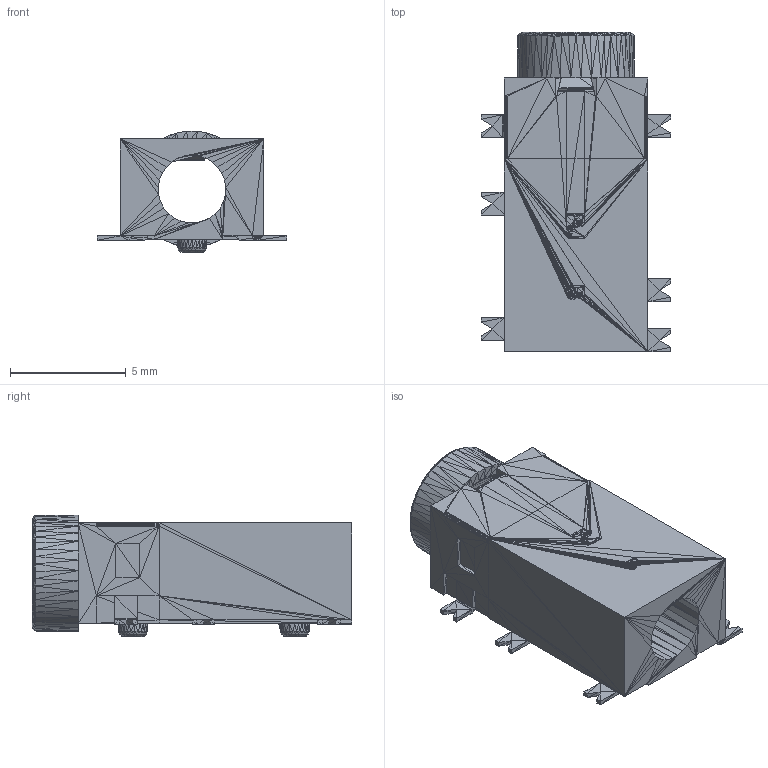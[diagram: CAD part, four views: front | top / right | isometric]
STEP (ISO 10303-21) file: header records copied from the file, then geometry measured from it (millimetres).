
FILE_DESCRIPTION(('FreeCAD Model'),'2;1');
FILE_NAME('Open CASCADE Shape Model','2021-05-21T22:09:26',( 'kicad StepUp'),('ksu MCAD'),'Open CASCADE STEP processor 7.5', 'FreeCAD','Unknown');
FILE_SCHEMA(('AUTOMOTIVE_DESIGN { 1 0 10303 214 1 1 1 1 }'));
Length unit declared in the file: millimetre
Products named in the file (1): BaseFeature003
Bounding box: 8.17 x 13.79 x 5.26 mm (x, y, z)
Surface area: 563.1 mm2 (no closed solid volume)
Topology: 0 solids, 5 shells, 2704 faces, 4145 edges, 1439 vertices
Faces by surface type: plane 2704
Entity records: 53574 total; most frequent: DIRECTION 9555, CARTESIAN_POINT 8289, ORIENTED_EDGE 8265, EDGE_CURVE 4145, LINE 4145, VECTOR 4145, AXIS2_PLACEMENT_3D 2705, ADVANCED_FACE 2704
